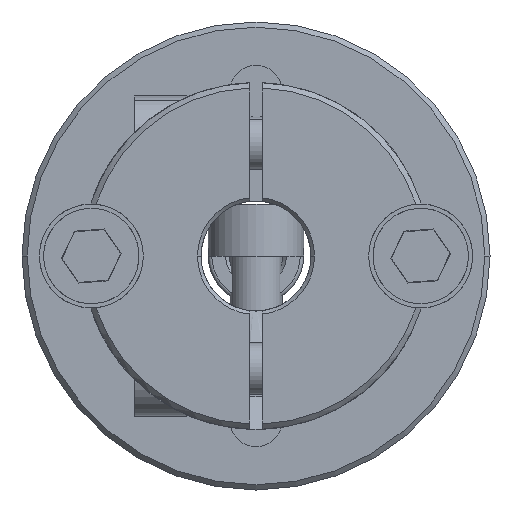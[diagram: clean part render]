
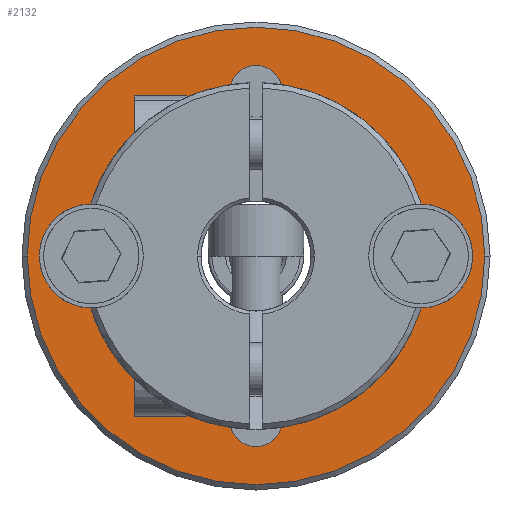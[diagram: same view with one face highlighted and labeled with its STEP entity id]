
A CAD part, front view. The second image highlights one B-rep face of the part: STEP entity #2132.
In plain terms, the highlighted face is planar.
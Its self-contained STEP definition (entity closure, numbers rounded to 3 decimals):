
#342=CARTESIAN_POINT('',(-0.,-2.5,13.2));
#343=VERTEX_POINT('',#342);
#344=CARTESIAN_POINT('',(0.,-2.5,-13.2));
#345=VERTEX_POINT('',#344);
#346=CARTESIAN_POINT('',(0.,-2.5,0.));
#347=DIRECTION('',(0.,1.,0.));
#348=DIRECTION('',(0.,-0.,1.));
#349=AXIS2_PLACEMENT_3D('',#346,#347,#348);
#350=CIRCLE('',#349,13.2);
#351=EDGE_CURVE('',#343,#345,#350,.T.);
#872=CARTESIAN_POINT('',(-9.931,-2.5,-1.173));
#873=VERTEX_POINT('',#872);
#880=CARTESIAN_POINT('',(-9.931,-2.5,1.173));
#881=VERTEX_POINT('',#880);
#882=CARTESIAN_POINT('',(-9.5,-2.5,0.));
#883=DIRECTION('',(0.,-1.,0.));
#884=DIRECTION('',(0.,0.,1.));
#885=AXIS2_PLACEMENT_3D('',#882,#883,#884);
#886=CIRCLE('',#885,1.25);
#887=EDGE_CURVE('',#881,#873,#886,.T.);
#1050=CARTESIAN_POINT('',(-3.,-2.5,9.539));
#1051=VERTEX_POINT('',#1050);
#1058=CARTESIAN_POINT('',(-0.,-2.5,12.5));
#1059=VERTEX_POINT('',#1058);
#1060=CARTESIAN_POINT('',(0.,-2.5,9.5));
#1061=DIRECTION('',(0.,-1.,0.));
#1062=DIRECTION('',(0.,0.,1.));
#1063=AXIS2_PLACEMENT_3D('',#1060,#1061,#1062);
#1064=CIRCLE('',#1063,3.);
#1065=EDGE_CURVE('',#1059,#1051,#1064,.T.);
#1155=CARTESIAN_POINT('',(-0.,-2.5,-12.5));
#1156=VERTEX_POINT('',#1155);
#1163=CARTESIAN_POINT('',(-3.,-2.5,-9.539));
#1164=VERTEX_POINT('',#1163);
#1165=CARTESIAN_POINT('',(-0.,-2.5,-9.5));
#1166=DIRECTION('',(0.,-1.,0.));
#1167=DIRECTION('',(0.,0.,1.));
#1168=AXIS2_PLACEMENT_3D('',#1165,#1166,#1167);
#1169=CIRCLE('',#1168,3.);
#1170=EDGE_CURVE('',#1164,#1156,#1169,.T.);
#1449=CARTESIAN_POINT('',(9.931,-2.5,1.173));
#1450=VERTEX_POINT('',#1449);
#1457=CARTESIAN_POINT('',(9.931,-2.5,-1.173));
#1458=VERTEX_POINT('',#1457);
#1459=CARTESIAN_POINT('',(9.5,-2.5,0.));
#1460=DIRECTION('',(0.,-1.,0.));
#1461=DIRECTION('',(0.,0.,1.));
#1462=AXIS2_PLACEMENT_3D('',#1459,#1460,#1461);
#1463=CIRCLE('',#1462,1.25);
#1464=EDGE_CURVE('',#1458,#1450,#1463,.T.);
#1571=CARTESIAN_POINT('',(3.,-2.5,9.539));
#1572=VERTEX_POINT('',#1571);
#1579=CARTESIAN_POINT('',(0.,-2.5,0.));
#1580=DIRECTION('',(-0.,1.,0.));
#1581=DIRECTION('',(0.,0.,1.));
#1582=AXIS2_PLACEMENT_3D('',#1579,#1580,#1581);
#1583=CIRCLE('',#1582,10.);
#1584=EDGE_CURVE('',#1572,#1450,#1583,.T.);
#1687=CARTESIAN_POINT('',(3.,-2.5,-9.539));
#1688=VERTEX_POINT('',#1687);
#1695=CARTESIAN_POINT('',(-0.,-2.5,-9.5));
#1696=DIRECTION('',(0.,-1.,0.));
#1697=DIRECTION('',(0.,0.,1.));
#1698=AXIS2_PLACEMENT_3D('',#1695,#1696,#1697);
#1699=CIRCLE('',#1698,3.);
#1700=EDGE_CURVE('',#1156,#1688,#1699,.T.);
#1719=CARTESIAN_POINT('',(0.,-2.5,0.));
#1720=DIRECTION('',(-0.,1.,0.));
#1721=DIRECTION('',(0.,0.,1.));
#1722=AXIS2_PLACEMENT_3D('',#1719,#1720,#1721);
#1723=CIRCLE('',#1722,10.);
#1724=EDGE_CURVE('',#1458,#1688,#1723,.T.);
#1869=CARTESIAN_POINT('',(0.,-2.5,9.5));
#1870=DIRECTION('',(0.,-1.,0.));
#1871=DIRECTION('',(-0.,0.,1.));
#1872=AXIS2_PLACEMENT_3D('',#1869,#1870,#1871);
#1873=CIRCLE('',#1872,3.);
#1874=EDGE_CURVE('',#1572,#1059,#1873,.T.);
#2093=CARTESIAN_POINT('',(0.,-2.5,0.));
#2094=DIRECTION('',(0.,1.,0.));
#2095=DIRECTION('',(0.,0.,1.));
#2096=AXIS2_PLACEMENT_3D('',#2093,#2094,#2095);
#2097=PLANE('',#2096);
#2098=CARTESIAN_POINT('',(0.,-2.5,0.));
#2099=DIRECTION('',(0.,1.,0.));
#2100=DIRECTION('',(0.,-0.,1.));
#2101=AXIS2_PLACEMENT_3D('',#2098,#2099,#2100);
#2102=CIRCLE('',#2101,13.2);
#2103=EDGE_CURVE('',#345,#343,#2102,.T.);
#2104=ORIENTED_EDGE('',*,*,#2103,.T.);
#2105=ORIENTED_EDGE('',*,*,#351,.T.);
#2106=EDGE_LOOP('',(#2104,#2105));
#2107=FACE_BOUND('',#2106,.T.);
#2108=ORIENTED_EDGE('',*,*,#1170,.T.);
#2109=ORIENTED_EDGE('',*,*,#1700,.T.);
#2110=ORIENTED_EDGE('',*,*,#1724,.F.);
#2111=ORIENTED_EDGE('',*,*,#1464,.T.);
#2112=ORIENTED_EDGE('',*,*,#1584,.F.);
#2113=ORIENTED_EDGE('',*,*,#1874,.T.);
#2114=ORIENTED_EDGE('',*,*,#1065,.T.);
#2115=CARTESIAN_POINT('',(0.,-2.5,0.));
#2116=DIRECTION('',(-0.,1.,0.));
#2117=DIRECTION('',(0.,0.,1.));
#2118=AXIS2_PLACEMENT_3D('',#2115,#2116,#2117);
#2119=CIRCLE('',#2118,10.);
#2120=EDGE_CURVE('',#881,#1051,#2119,.T.);
#2121=ORIENTED_EDGE('',*,*,#2120,.F.);
#2122=ORIENTED_EDGE('',*,*,#887,.T.);
#2123=CARTESIAN_POINT('',(0.,-2.5,0.));
#2124=DIRECTION('',(-0.,1.,0.));
#2125=DIRECTION('',(0.,0.,1.));
#2126=AXIS2_PLACEMENT_3D('',#2123,#2124,#2125);
#2127=CIRCLE('',#2126,10.);
#2128=EDGE_CURVE('',#1164,#873,#2127,.T.);
#2129=ORIENTED_EDGE('',*,*,#2128,.F.);
#2130=EDGE_LOOP('',(#2108,#2109,#2110,#2111,#2112,#2113,#2114,#2121,#2122,#2129));
#2131=FACE_BOUND('',#2130,.T.);
#2132=ADVANCED_FACE('NONE',(#2107,#2131),#2097,.T.);
